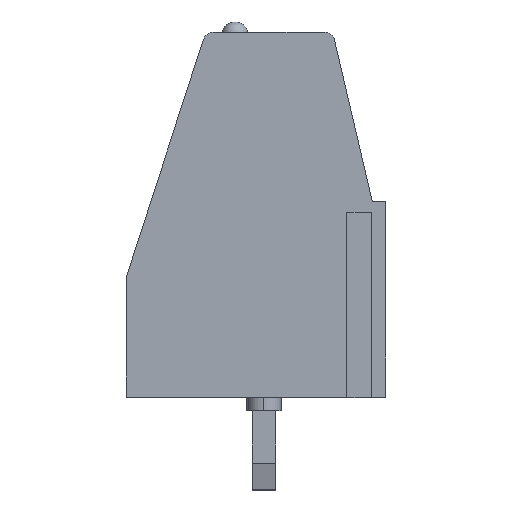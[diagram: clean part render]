
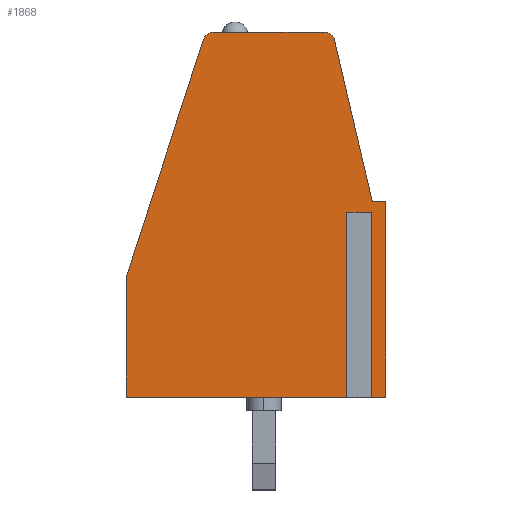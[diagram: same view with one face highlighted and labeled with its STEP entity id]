
A CAD part, top view. The second image highlights one B-rep face of the part: STEP entity #1868.
In plain terms, the highlighted planar face has unit normal (0, 0, 1).
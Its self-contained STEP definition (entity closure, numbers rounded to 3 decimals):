
#40 = VERTEX_POINT ( 'NONE', #951 ) ;
#49 = VERTEX_POINT ( 'NONE', #1380 ) ;
#80 = DIRECTION ( 'NONE',  ( -1., 0., 0. ) ) ;
#144 = CIRCLE ( 'NONE', #553, 0.4 ) ;
#145 = CARTESIAN_POINT ( 'NONE',  ( 0.536, 13.8, -0.741 ) ) ;
#188 = CARTESIAN_POINT ( 'NONE',  ( -1.781, 13.4, -0.741 ) ) ;
#242 = VECTOR ( 'NONE', #1804, 1000. ) ;
#267 = VECTOR ( 'NONE', #1024, 1000. ) ;
#345 = CARTESIAN_POINT ( 'NONE',  ( 0., 0., -0.741 ) ) ;
#393 = LINE ( 'NONE', #1064, #4279 ) ;
#414 = VERTEX_POINT ( 'NONE', #2808 ) ;
#429 = LINE ( 'NONE', #2760, #4639 ) ;
#440 = VECTOR ( 'NONE', #3554, 1000. ) ;
#476 = CARTESIAN_POINT ( 'NONE',  ( -5.973, 13.4, -0.741 ) ) ;
#553 = AXIS2_PLACEMENT_3D ( 'NONE', #476, #1642, #80 ) ;
#562 = VERTEX_POINT ( 'NONE', #2493 ) ;
#629 = VECTOR ( 'NONE', #5185, 1000. ) ;
#763 = CARTESIAN_POINT ( 'NONE',  ( -9.264, 4.567, -0.741 ) ) ;
#796 = VECTOR ( 'NONE', #1326, 1000. ) ;
#834 = EDGE_CURVE ( 'NONE', #4227, #1118, #3230, .T. ) ;
#863 = VERTEX_POINT ( 'NONE', #4380 ) ;
#868 = AXIS2_PLACEMENT_3D ( 'NONE', #345, #4338, #2766 ) ;
#896 = VECTOR ( 'NONE', #4849, 1000. ) ;
#914 = LINE ( 'NONE', #3216, #3140 ) ;
#951 = CARTESIAN_POINT ( 'NONE',  ( -1.781, 13.8, -0.741 ) ) ;
#1024 = DIRECTION ( 'NONE',  ( 0., -1., 0. ) ) ;
#1035 = VERTEX_POINT ( 'NONE', #1307 ) ;
#1064 = CARTESIAN_POINT ( 'NONE',  ( -0.195, 7., -0.741 ) ) ;
#1092 = VECTOR ( 'NONE', #4324, 1000. ) ;
#1118 = VERTEX_POINT ( 'NONE', #4157 ) ;
#1151 = CARTESIAN_POINT ( 'NONE',  ( -9.264, 1.6, -0.741 ) ) ;
#1248 = LINE ( 'NONE', #3984, #629 ) ;
#1307 = CARTESIAN_POINT ( 'NONE',  ( -0.195, 0., -0.741 ) ) ;
#1326 = DIRECTION ( 'NONE',  ( 0., 1., 0. ) ) ;
#1366 = EDGE_CURVE ( 'NONE', #49, #2968, #429, .T. ) ;
#1371 = EDGE_CURVE ( 'NONE', #40, #2292, #2509, .T. ) ;
#1376 = ORIENTED_EDGE ( 'NONE', *, *, #834, .T. ) ;
#1380 = CARTESIAN_POINT ( 'NONE',  ( -0.733, 7., -0.741 ) ) ;
#1387 = DIRECTION ( 'NONE',  ( -1., 0., 0. ) ) ;
#1428 = VERTEX_POINT ( 'NONE', #3314 ) ;
#1439 = VECTOR ( 'NONE', #2496, 1000. ) ;
#1519 = CARTESIAN_POINT ( 'NONE',  ( 0.036, 7.4, -0.741 ) ) ;
#1561 = EDGE_CURVE ( 'NONE', #3381, #1035, #1802, .T. ) ;
#1642 = DIRECTION ( 'NONE',  ( 0., 0., 1. ) ) ;
#1647 = EDGE_CURVE ( 'NONE', #414, #1118, #914, .T. ) ;
#1728 = LINE ( 'NONE', #145, #796 ) ;
#1802 = LINE ( 'NONE', #5082, #242 ) ;
#1804 = DIRECTION ( 'NONE',  ( -1., 0., 0. ) ) ;
#1868 = ADVANCED_FACE ( 'NONE', ( #3438 ), #4645, .F. ) ;
#1891 = AXIS2_PLACEMENT_3D ( 'NONE', #188, #4163, #1387 ) ;
#1895 = ORIENTED_EDGE ( 'NONE', *, *, #2102, .T. ) ;
#2102 = EDGE_CURVE ( 'NONE', #5050, #40, #3310, .T. ) ;
#2231 = LINE ( 'NONE', #4100, #896 ) ;
#2238 = ORIENTED_EDGE ( 'NONE', *, *, #2459, .T. ) ;
#2258 = CARTESIAN_POINT ( 'NONE',  ( 0.536, 0., -0.741 ) ) ;
#2273 = CARTESIAN_POINT ( 'NONE',  ( -0.733, 7., -0.741 ) ) ;
#2289 = EDGE_CURVE ( 'NONE', #863, #4227, #2231, .T. ) ;
#2292 = VERTEX_POINT ( 'NONE', #4344 ) ;
#2298 = ORIENTED_EDGE ( 'NONE', *, *, #1561, .F. ) ;
#2408 = ORIENTED_EDGE ( 'NONE', *, *, #3473, .F. ) ;
#2448 = EDGE_CURVE ( 'NONE', #562, #1428, #3921, .T. ) ;
#2459 = EDGE_CURVE ( 'NONE', #2292, #863, #144, .T. ) ;
#2493 = CARTESIAN_POINT ( 'NONE',  ( 0.036, 7.4, -0.741 ) ) ;
#2496 = DIRECTION ( 'NONE',  ( -1., 0., 0. ) ) ;
#2509 = LINE ( 'NONE', #3282, #1439 ) ;
#2760 = CARTESIAN_POINT ( 'NONE',  ( -0.733, 7., -0.741 ) ) ;
#2766 = DIRECTION ( 'NONE',  ( -1., 0., 0. ) ) ;
#2786 = ORIENTED_EDGE ( 'NONE', *, *, #1371, .T. ) ;
#2808 = CARTESIAN_POINT ( 'NONE',  ( -0.733, 0., -0.741 ) ) ;
#2869 = EDGE_CURVE ( 'NONE', #2968, #1035, #393, .T. ) ;
#2968 = VERTEX_POINT ( 'NONE', #3164 ) ;
#3004 = CARTESIAN_POINT ( 'NONE',  ( -1.392, 13.491, -0.741 ) ) ;
#3140 = VECTOR ( 'NONE', #4818, 1000. ) ;
#3154 = ORIENTED_EDGE ( 'NONE', *, *, #2869, .T. ) ;
#3164 = CARTESIAN_POINT ( 'NONE',  ( -0.195, 7., -0.741 ) ) ;
#3175 = DIRECTION ( 'NONE',  ( 1., 0., 0. ) ) ;
#3216 = CARTESIAN_POINT ( 'NONE',  ( -9.264, 0., -0.741 ) ) ;
#3230 = LINE ( 'NONE', #1151, #440 ) ;
#3282 = CARTESIAN_POINT ( 'NONE',  ( -6.264, 13.8, -0.741 ) ) ;
#3310 = CIRCLE ( 'NONE', #1891, 0.4 ) ;
#3314 = CARTESIAN_POINT ( 'NONE',  ( 0.536, 7.4, -0.741 ) ) ;
#3381 = VERTEX_POINT ( 'NONE', #2258 ) ;
#3438 = FACE_OUTER_BOUND ( 'NONE', #3963, .T. ) ;
#3449 = ORIENTED_EDGE ( 'NONE', *, *, #3730, .F. ) ;
#3473 = EDGE_CURVE ( 'NONE', #49, #414, #4821, .T. ) ;
#3554 = DIRECTION ( 'NONE',  ( 0., -1., 0. ) ) ;
#3630 = ORIENTED_EDGE ( 'NONE', *, *, #1647, .F. ) ;
#3729 = ORIENTED_EDGE ( 'NONE', *, *, #4426, .T. ) ;
#3730 = EDGE_CURVE ( 'NONE', #5050, #562, #1248, .T. ) ;
#3921 = LINE ( 'NONE', #1519, #1092 ) ;
#3963 = EDGE_LOOP ( 'NONE', ( #3449, #1895, #2786, #2238, #4252, #1376, #3630, #2408, #4176, #3154, #2298, #3729, #4371 ) ) ;
#3984 = CARTESIAN_POINT ( 'NONE',  ( -1.464, 13.8, -0.741 ) ) ;
#4100 = CARTESIAN_POINT ( 'NONE',  ( -9.264, 4.567, -0.741 ) ) ;
#4157 = CARTESIAN_POINT ( 'NONE',  ( -9.264, 0., -0.741 ) ) ;
#4163 = DIRECTION ( 'NONE',  ( 0., 0., 1. ) ) ;
#4176 = ORIENTED_EDGE ( 'NONE', *, *, #1366, .T. ) ;
#4227 = VERTEX_POINT ( 'NONE', #763 ) ;
#4252 = ORIENTED_EDGE ( 'NONE', *, *, #2289, .T. ) ;
#4279 = VECTOR ( 'NONE', #4674, 1000. ) ;
#4324 = DIRECTION ( 'NONE',  ( 1., 0., 0. ) ) ;
#4338 = DIRECTION ( 'NONE',  ( 0., 0., -1. ) ) ;
#4344 = CARTESIAN_POINT ( 'NONE',  ( -5.973, 13.8, -0.741 ) ) ;
#4371 = ORIENTED_EDGE ( 'NONE', *, *, #2448, .F. ) ;
#4380 = CARTESIAN_POINT ( 'NONE',  ( -6.354, 13.524, -0.741 ) ) ;
#4426 = EDGE_CURVE ( 'NONE', #3381, #1428, #1728, .T. ) ;
#4639 = VECTOR ( 'NONE', #3175, 1000. ) ;
#4645 = PLANE ( 'NONE',  #868 ) ;
#4674 = DIRECTION ( 'NONE',  ( 0., -1., 0. ) ) ;
#4818 = DIRECTION ( 'NONE',  ( -1., 0., 0. ) ) ;
#4821 = LINE ( 'NONE', #2273, #267 ) ;
#4849 = DIRECTION ( 'NONE',  ( -0.309, -0.951, 0. ) ) ;
#5050 = VERTEX_POINT ( 'NONE', #3004 ) ;
#5082 = CARTESIAN_POINT ( 'NONE',  ( -9.264, 0., -0.741 ) ) ;
#5185 = DIRECTION ( 'NONE',  ( 0.228, -0.974, 0. ) ) ;
